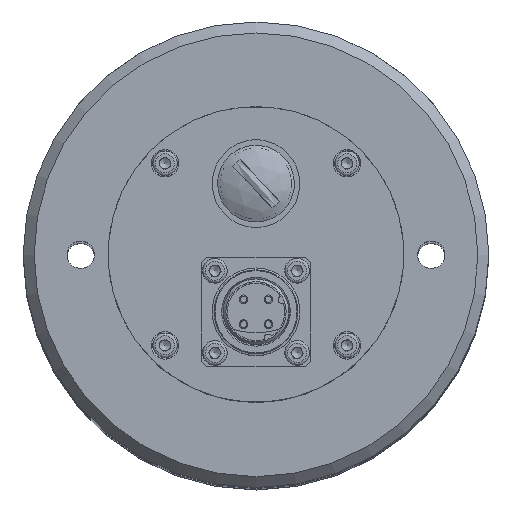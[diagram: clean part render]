
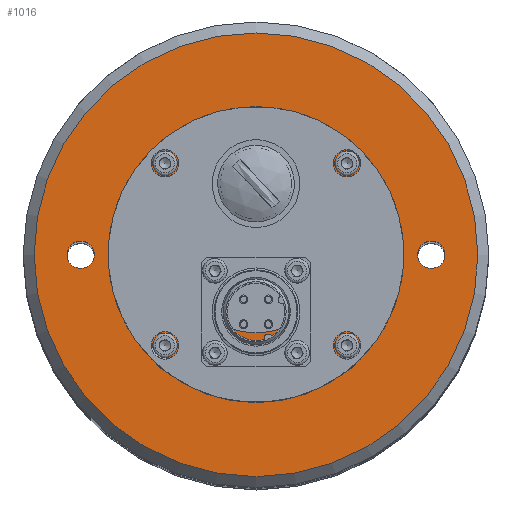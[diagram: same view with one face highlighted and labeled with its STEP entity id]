
A CAD part, top view. The second image highlights one B-rep face of the part: STEP entity #1016.
In plain terms, the highlighted planar face has unit normal (0, 0, 1).
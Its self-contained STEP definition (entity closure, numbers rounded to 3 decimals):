
#239 = VERTEX_POINT ( 'NONE', #2901 ) ;
#368 = CIRCLE ( 'NONE', #2058, 2.5 ) ;
#442 = AXIS2_PLACEMENT_3D ( 'NONE', #2179, #552, #4229 ) ;
#552 = DIRECTION ( 'NONE',  ( 0., 0., 1. ) ) ;
#690 = AXIS2_PLACEMENT_3D ( 'NONE', #3600, #3357, #3325 ) ;
#728 = CIRCLE ( 'NONE', #690, 40.5 ) ;
#1016 = ADVANCED_FACE ( 'NONE', ( #1214, #1223, #1156, #1117, #1111 ), #2313, .T. ) ;
#1036 = VERTEX_POINT ( 'NONE', #2642 ) ;
#1106 = ORIENTED_EDGE ( 'NONE', *, *, #1126, .F. ) ;
#1111 = FACE_BOUND ( 'NONE', #3723, .T. ) ;
#1117 = FACE_OUTER_BOUND ( 'NONE', #1521, .T. ) ;
#1126 = EDGE_CURVE ( 'NONE', #239, #239, #368, .T. ) ;
#1130 = DIRECTION ( 'NONE',  ( 1., 0., 0. ) ) ;
#1156 = FACE_BOUND ( 'NONE', #1790, .T. ) ;
#1195 = CARTESIAN_POINT ( 'NONE',  ( 0., 0., -19. ) ) ;
#1214 = FACE_BOUND ( 'NONE', #1633, .T. ) ;
#1223 = FACE_BOUND ( 'NONE', #3927, .T. ) ;
#1264 = DIRECTION ( 'NONE',  ( 0., 0., -1. ) ) ;
#1286 = DIRECTION ( 'NONE',  ( 1., 0., 0. ) ) ;
#1473 = DIRECTION ( 'NONE',  ( 0., 0., -1. ) ) ;
#1521 = EDGE_LOOP ( 'NONE', ( #2606 ) ) ;
#1532 = CIRCLE ( 'NONE', #2645, 14.25 ) ;
#1560 = EDGE_CURVE ( 'NONE', #1036, #1036, #3746, .T. ) ;
#1633 = EDGE_LOOP ( 'NONE', ( #2696 ) ) ;
#1783 = CARTESIAN_POINT ( 'NONE',  ( 40.5, 0., -19. ) ) ;
#1790 = EDGE_LOOP ( 'NONE', ( #2651 ) ) ;
#1812 = EDGE_CURVE ( 'NONE', #3442, #3442, #2986, .T. ) ;
#2058 = AXIS2_PLACEMENT_3D ( 'NONE', #3182, #3192, #3222 ) ;
#2143 = VERTEX_POINT ( 'NONE', #2376 ) ;
#2179 = CARTESIAN_POINT ( 'NONE',  ( 32., 0., -19. ) ) ;
#2281 = CARTESIAN_POINT ( 'NONE',  ( 0., 20., -19. ) ) ;
#2304 = EDGE_CURVE ( 'NONE', #2143, #2143, #1532, .T. ) ;
#2313 = PLANE ( 'NONE',  #2428 ) ;
#2356 = CARTESIAN_POINT ( 'NONE',  ( 0., 0., -19. ) ) ;
#2373 = DIRECTION ( 'NONE',  ( 0., 0., 1. ) ) ;
#2376 = CARTESIAN_POINT ( 'NONE',  ( 14.25, 0., -19. ) ) ;
#2378 = DIRECTION ( 'NONE',  ( 1., 0., 0. ) ) ;
#2428 = AXIS2_PLACEMENT_3D ( 'NONE', #2356, #2373, #2378 ) ;
#2537 = CARTESIAN_POINT ( 'NONE',  ( 1.15, 20., -19. ) ) ;
#2594 = ORIENTED_EDGE ( 'NONE', *, *, #2304, .T. ) ;
#2606 = ORIENTED_EDGE ( 'NONE', *, *, #4046, .T. ) ;
#2642 = CARTESIAN_POINT ( 'NONE',  ( 34.5, 0., -19. ) ) ;
#2645 = AXIS2_PLACEMENT_3D ( 'NONE', #1195, #1264, #1286 ) ;
#2651 = ORIENTED_EDGE ( 'NONE', *, *, #1812, .T. ) ;
#2696 = ORIENTED_EDGE ( 'NONE', *, *, #1560, .F. ) ;
#2901 = CARTESIAN_POINT ( 'NONE',  ( -29.5, 0., -19. ) ) ;
#2986 = CIRCLE ( 'NONE', #4312, 1.15 ) ;
#3182 = CARTESIAN_POINT ( 'NONE',  ( -32., 0., -19. ) ) ;
#3192 = DIRECTION ( 'NONE',  ( 0., 0., 1. ) ) ;
#3222 = DIRECTION ( 'NONE',  ( 1., 0., 0. ) ) ;
#3325 = DIRECTION ( 'NONE',  ( 1., 0., 0. ) ) ;
#3357 = DIRECTION ( 'NONE',  ( 0., 0., 1. ) ) ;
#3442 = VERTEX_POINT ( 'NONE', #2537 ) ;
#3600 = CARTESIAN_POINT ( 'NONE',  ( 0., 0., -19. ) ) ;
#3723 = EDGE_LOOP ( 'NONE', ( #2594 ) ) ;
#3746 = CIRCLE ( 'NONE', #442, 2.5 ) ;
#3927 = EDGE_LOOP ( 'NONE', ( #1106 ) ) ;
#4046 = EDGE_CURVE ( 'NONE', #4433, #4433, #728, .T. ) ;
#4229 = DIRECTION ( 'NONE',  ( 1., 0., 0. ) ) ;
#4312 = AXIS2_PLACEMENT_3D ( 'NONE', #2281, #1473, #1130 ) ;
#4433 = VERTEX_POINT ( 'NONE', #1783 ) ;
